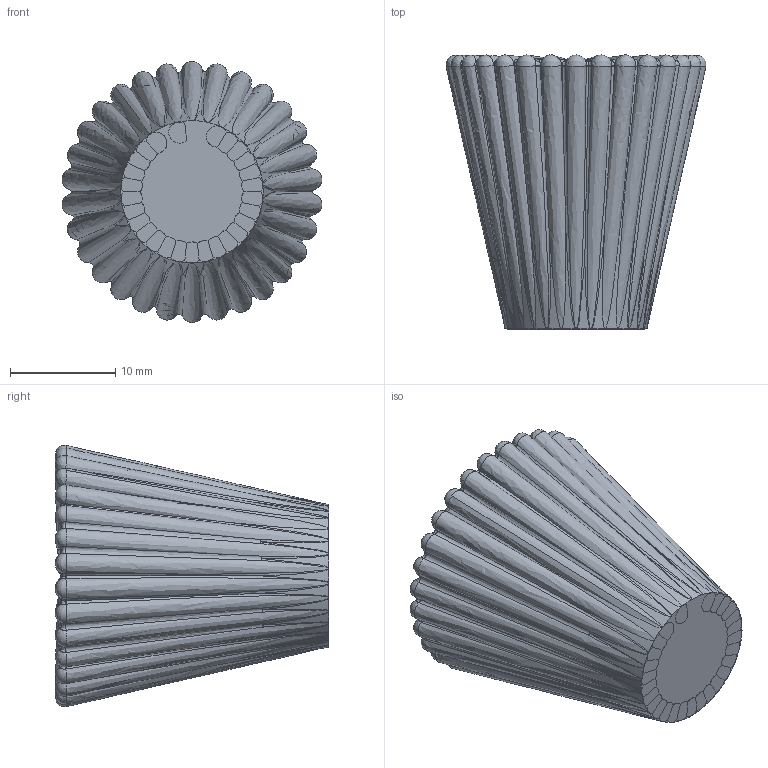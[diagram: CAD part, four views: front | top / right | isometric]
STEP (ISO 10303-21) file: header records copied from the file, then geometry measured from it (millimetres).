
FILE_DESCRIPTION (( 'STEP AP203' ), '1' );
FILE_NAME ('HDL20_STEP_v10421.STEP', '2021-04-22T08:12:38', ( '' ), ( '' ), 'SwSTEP 2.0', 'SolidWorks 2019', '' );
FILE_SCHEMA (( 'CONFIG_CONTROL_DESIGN' ));
Length unit declared in the file: millimetre
Products named in the file (1): HDL20_STEP_v10421
Bounding box: 24.67 x 25.99 x 24.79 mm (x, y, z)
Volume: 7462.1 mm3; surface area: 2428.8 mm2
Topology: 1 solids, 1 shells, 507 faces, 1228 edges, 699 vertices
Faces by surface type: bspline 368, plane 54, cone 36, torus 30, sphere 19
Entity records: 29164 total; most frequent: CARTESIAN_POINT 20326, ORIENTED_EDGE 2408, EDGE_CURVE 1204, DIRECTION 1046, B_SPLINE_CURVE_WITH_KNOTS 808, VERTEX_POINT 699, AXIS2_PLACEMENT_3D 510, EDGE_LOOP 507
